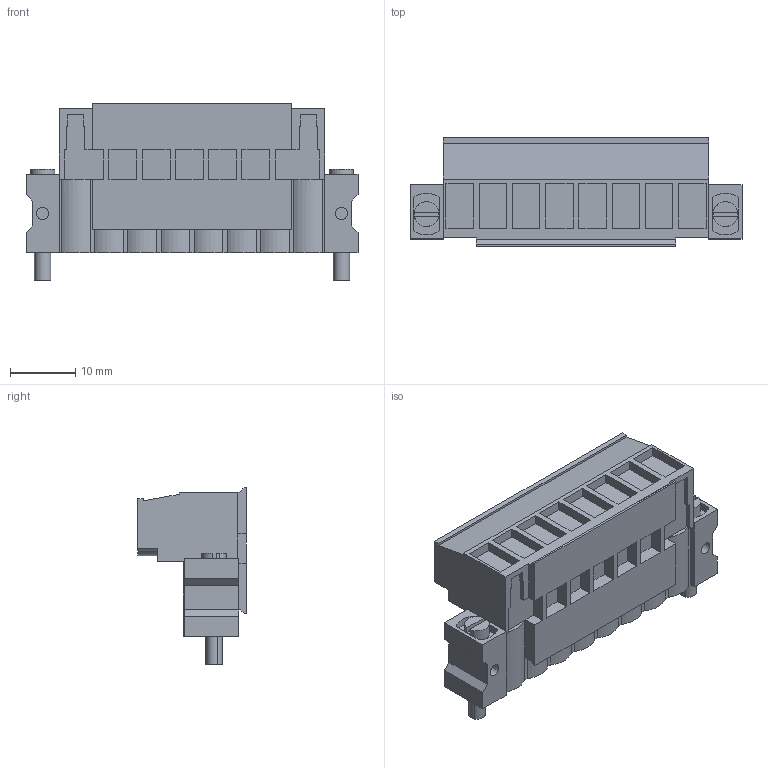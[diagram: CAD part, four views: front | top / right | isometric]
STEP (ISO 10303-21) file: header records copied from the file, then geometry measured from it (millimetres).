
FILE_DESCRIPTION(('CATIA V5 STEP','CAx-IF Rec.Pracs.--- Model Styling and Organization---1.2---2011-12-15'),'2;1');
FILE_NAME ('D1457454_0_1846270000_1846270000.stp','2017-06-01T07:43:57+00:00',('none'),('Weidmueller'),'CATIA Version 5-6 Release 2014','CATIA V5 STEP AP214','none');
FILE_SCHEMA(('AUTOMOTIVE_DESIGN { 1 0 10303 214 1 1 1 1 }'));
Length unit declared in the file: millimetre
Products named in the file (1): 1846270000
Bounding box: 50.76 x 16.6 x 26.98 mm (x, y, z)
Volume: 8569.8 mm3; surface area: 7591.9 mm2
Topology: 19 solids, 19 shells, 624 faces, 1684 edges, 1144 vertices
Faces by surface type: plane 468, cylinder 124, extrusion 32
Entity records: 19064 total; most frequent: CARTESIAN_POINT 4278, ORIENTED_EDGE 3368, DIRECTION 2374, EDGE_CURVE 1684, VECTOR 1362, LINE 1330, VERTEX_POINT 1144, EDGE_LOOP 690
